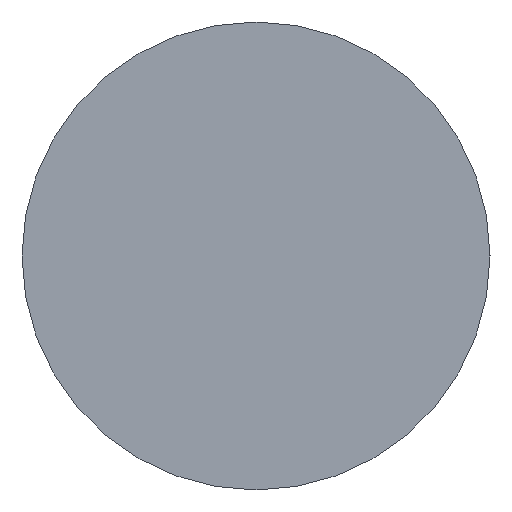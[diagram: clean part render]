
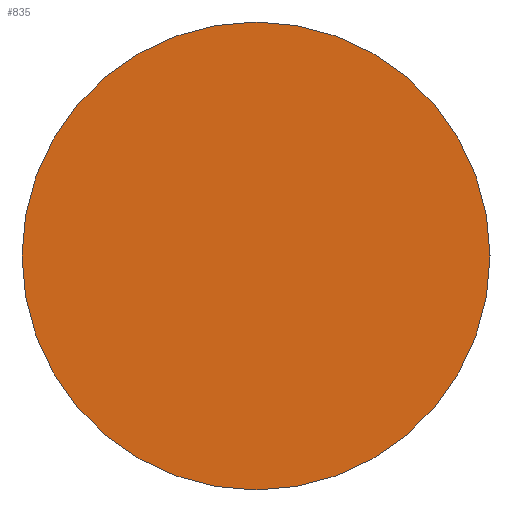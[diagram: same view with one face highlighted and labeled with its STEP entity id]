
A CAD part, front view. The second image highlights one B-rep face of the part: STEP entity #835.
In plain terms, the highlighted planar face has unit normal (0, -1, 0).
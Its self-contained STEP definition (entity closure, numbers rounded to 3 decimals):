
#152=FACE_OUTER_BOUND('',#199,.T.);
#199=EDGE_LOOP('',(#713,#714));
#276=CIRCLE('',#971,15.);
#277=CIRCLE('',#972,15.);
#362=VERTEX_POINT('',#1532);
#363=VERTEX_POINT('',#1533);
#482=EDGE_CURVE('',#362,#363,#276,.T.);
#483=EDGE_CURVE('',#363,#362,#277,.T.);
#713=ORIENTED_EDGE('',*,*,#482,.T.);
#714=ORIENTED_EDGE('',*,*,#483,.T.);
#748=PLANE('',#973);
#835=ADVANCED_FACE('',(#152),#748,.T.);
#971=AXIS2_PLACEMENT_3D('',#1534,#1226,#1227);
#972=AXIS2_PLACEMENT_3D('',#1535,#1228,#1229);
#973=AXIS2_PLACEMENT_3D('',#1537,#1231,#1232);
#1226=DIRECTION('center_axis',(0.,-1.,0.));
#1227=DIRECTION('ref_axis',(-1.,0.,0.));
#1228=DIRECTION('center_axis',(0.,-1.,0.));
#1229=DIRECTION('ref_axis',(-1.,0.,0.));
#1231=DIRECTION('center_axis',(0.,-1.,0.));
#1232=DIRECTION('ref_axis',(0.,0.,-1.));
#1532=CARTESIAN_POINT('',(-15.,0.,0.));
#1533=CARTESIAN_POINT('',(15.,0.,0.));
#1534=CARTESIAN_POINT('Origin',(0.,0.,0.));
#1535=CARTESIAN_POINT('Origin',(0.,0.,0.));
#1537=CARTESIAN_POINT('Origin',(-7.5,0.,0.));
